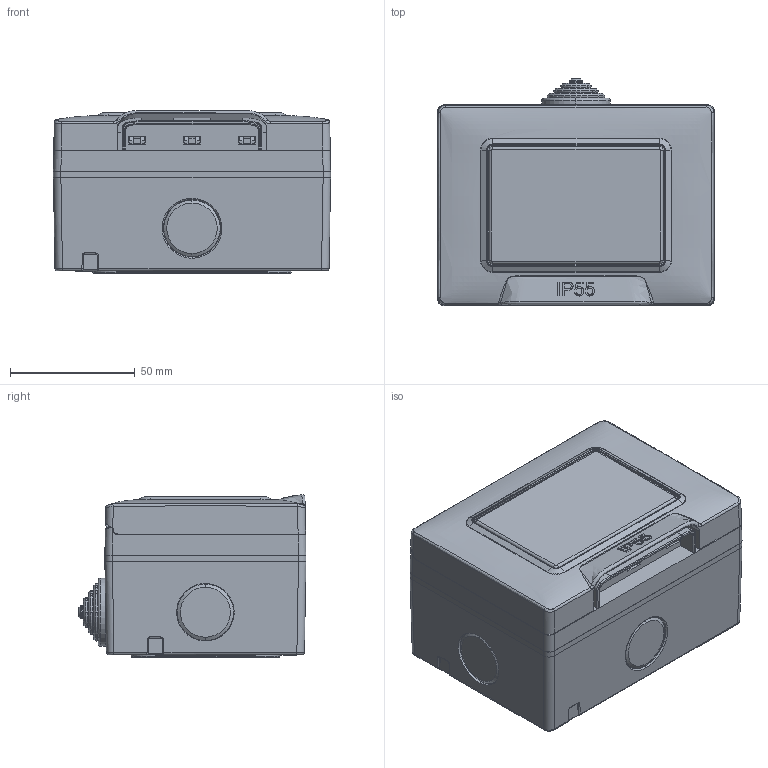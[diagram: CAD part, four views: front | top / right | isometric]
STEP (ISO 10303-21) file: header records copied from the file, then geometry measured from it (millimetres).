
FILE_DESCRIPTION (( 'STEP AP214' ), '1' );
FILE_NAME ('4BOX-waterproof-box-Three-Way-20250522.STEP', '2025-05-22T04:46:15', ( 'admin' ), ( '' ), 'SwSTEP 2.0', 'SolidWorks 2018', '' );
FILE_SCHEMA (( 'AUTOMOTIVE_DESIGN' ));
Length unit declared in the file: millimetre
Products named in the file (7): lk42403三位防水罩; lk42403.sldasm-Part-15; lk42403.sldasm-Part-11; 4BOX三位防水盒上盖-20250425更新; 4BOX-waterproof-box-Three-Way-20250522; lk42403.sldasm-Part-16; lk42403.sldasm-Part-12
Assembly tree (6 placements, depth 2):
  4BOX-waterproof-box-Three-Way-20250522
    lk42403.sldasm-Part-12
    lk42403.sldasm-Part-11
    lk42403三位防水罩
    lk42403.sldasm-Part-15
    lk42403.sldasm-Part-16
    4BOX三位防水盒上盖-20250425更新
Bounding box: 111 x 91.27 x 65.21 mm (x, y, z)
Volume: 121051.1 mm3; surface area: 166200.6 mm2
Topology: 6 solids, 8 shells, 4670 faces, 12527 edges, 8044 vertices
Faces by surface type: plane 2470, cylinder 1046, bspline 468, cone 331, torus 331, sphere 24
Entity records: 175099 total; most frequent: CARTESIAN_POINT 60754, ORIENTED_EDGE 25038, DIRECTION 21101, EDGE_CURVE 12519, VERTEX_POINT 8044, LINE 7861, VECTOR 7861, AXIS2_PLACEMENT_3D 6620
